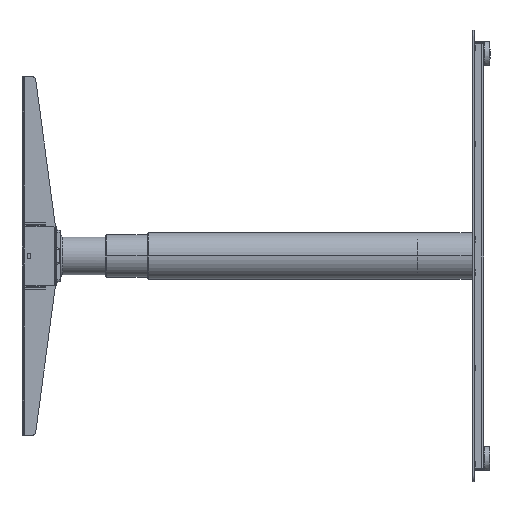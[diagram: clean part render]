
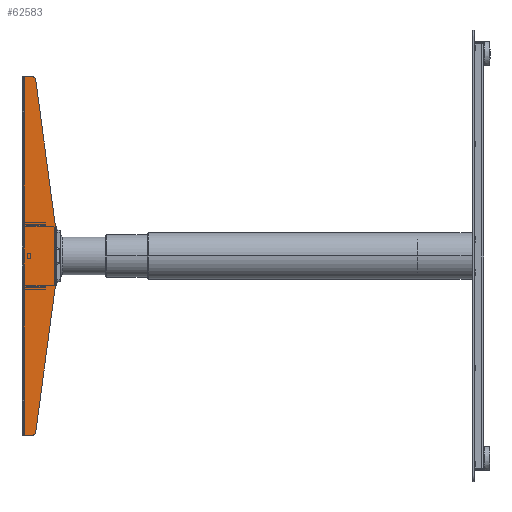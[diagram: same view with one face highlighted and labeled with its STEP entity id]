
A CAD part, left-side view. The second image highlights one B-rep face of the part: STEP entity #62583.
In plain terms, the highlighted planar face has unit normal (-1, 0, 0).
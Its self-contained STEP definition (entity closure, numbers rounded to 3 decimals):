
#18 = CARTESIAN_POINT ( 'NONE',  ( -600., 705., 270. ) ) ;
#1392 = DIRECTION ( 'NONE',  ( 0., 0., 1. ) ) ;
#2165 = LINE ( 'NONE', #101931, #105780 ) ;
#2255 = ORIENTED_EDGE ( 'NONE', *, *, #53760, .F. ) ;
#2886 = EDGE_LOOP ( 'NONE', ( #19899, #24362, #10022, #76990, #2255, #94907, #35395, #10159, #96915, #18160, #11342, #95679 ) ) ;
#3349 = AXIS2_PLACEMENT_3D ( 'NONE', #65778, #107872, #55231 ) ;
#3812 = EDGE_CURVE ( 'NONE', #11928, #106574, #60667, .T. ) ;
#4680 = VERTEX_POINT ( 'NONE', #53512 ) ;
#5135 = VECTOR ( 'NONE', #33155, 1000. ) ;
#6124 = CARTESIAN_POINT ( 'NONE',  ( -600., 655., -47.5 ) ) ;
#7234 = DIRECTION ( 'NONE',  ( 0., 0., -1. ) ) ;
#7787 = VERTEX_POINT ( 'NONE', #9708 ) ;
#8142 = VECTOR ( 'NONE', #108659, 1000. ) ;
#9311 = CARTESIAN_POINT ( 'NONE',  ( -600., 685., -270. ) ) ;
#9631 = CARTESIAN_POINT ( 'NONE',  ( -600., 689.371, 270. ) ) ;
#9708 = CARTESIAN_POINT ( 'NONE',  ( -600., 684.416, 265.668 ) ) ;
#10022 = ORIENTED_EDGE ( 'NONE', *, *, #85314, .F. ) ;
#10159 = ORIENTED_EDGE ( 'NONE', *, *, #91865, .T. ) ;
#11342 = ORIENTED_EDGE ( 'NONE', *, *, #17440, .F. ) ;
#11928 = VERTEX_POINT ( 'NONE', #94799 ) ;
#12902 = AXIS2_PLACEMENT_3D ( 'NONE', #51774, #61167, #1392 ) ;
#14376 = VERTEX_POINT ( 'NONE', #90791 ) ;
#14700 = CARTESIAN_POINT ( 'NONE',  ( -600., 701.5, -51.1 ) ) ;
#17440 = EDGE_CURVE ( 'NONE', #58358, #94277, #41045, .T. ) ;
#18160 = ORIENTED_EDGE ( 'NONE', *, *, #88993, .T. ) ;
#18629 = VECTOR ( 'NONE', #103581, 1000. ) ;
#19899 = ORIENTED_EDGE ( 'NONE', *, *, #20392, .F. ) ;
#20392 = EDGE_CURVE ( 'NONE', #11928, #4680, #74741, .T. ) ;
#21502 = CARTESIAN_POINT ( 'NONE',  ( -600., 701.5, 270. ) ) ;
#23578 = VECTOR ( 'NONE', #31122, 1000. ) ;
#24362 = ORIENTED_EDGE ( 'NONE', *, *, #3812, .T. ) ;
#24398 = PLANE ( 'NONE',  #70327 ) ;
#26625 = LINE ( 'NONE', #60432, #100491 ) ;
#31122 = DIRECTION ( 'NONE',  ( 0., -0.134, -0.991 ) ) ;
#33155 = DIRECTION ( 'NONE',  ( 0., 1., 0. ) ) ;
#34215 = DIRECTION ( 'NONE',  ( 0., 0.134, -0.991 ) ) ;
#35395 = ORIENTED_EDGE ( 'NONE', *, *, #94511, .F. ) ;
#35903 = DIRECTION ( 'NONE',  ( 0., -1., 0. ) ) ;
#38286 = EDGE_CURVE ( 'NONE', #58358, #4680, #42100, .T. ) ;
#40970 = DIRECTION ( 'NONE',  ( 0., 0., 1. ) ) ;
#41045 = LINE ( 'NONE', #74893, #8142 ) ;
#42100 = LINE ( 'NONE', #50989, #89521 ) ;
#46633 = LINE ( 'NONE', #90974, #23578 ) ;
#48312 = CARTESIAN_POINT ( 'NONE',  ( -600., 701.5, 10.5 ) ) ;
#50309 = LINE ( 'NONE', #9311, #109254 ) ;
#50989 = CARTESIAN_POINT ( 'NONE',  ( -600., 701.5, 270. ) ) ;
#51774 = CARTESIAN_POINT ( 'NONE',  ( -600., 689.371, -265. ) ) ;
#53512 = CARTESIAN_POINT ( 'NONE',  ( -600., 701.5, -270. ) ) ;
#53760 = EDGE_CURVE ( 'NONE', #7787, #14376, #46633, .T. ) ;
#55231 = DIRECTION ( 'NONE',  ( 0., 0., 1. ) ) ;
#58181 = DIRECTION ( 'NONE',  ( -1., 0., 0. ) ) ;
#58358 = VERTEX_POINT ( 'NONE', #14700 ) ;
#59280 = DIRECTION ( 'NONE',  ( 0., 0., -1. ) ) ;
#60432 = CARTESIAN_POINT ( 'NONE',  ( -600., 701.5, 270. ) ) ;
#60667 = CIRCLE ( 'NONE', #12902, 5. ) ;
#61167 = DIRECTION ( 'NONE',  ( -1., 0., 0. ) ) ;
#62577 = EDGE_CURVE ( 'NONE', #14376, #81865, #75354, .T. ) ;
#62583 = ADVANCED_FACE ( 'NONE', ( #108579 ), #24398, .T. ) ;
#63215 = VECTOR ( 'NONE', #7234, 1000. ) ;
#65778 = CARTESIAN_POINT ( 'NONE',  ( -600., 689.371, 265. ) ) ;
#68208 = CARTESIAN_POINT ( 'NONE',  ( -600., 701.5, 51.6 ) ) ;
#70327 = AXIS2_PLACEMENT_3D ( 'NONE', #18, #58181, #40970 ) ;
#74741 = LINE ( 'NONE', #75279, #5135 ) ;
#74893 = CARTESIAN_POINT ( 'NONE',  ( -600., 701.5, -51.6 ) ) ;
#75279 = CARTESIAN_POINT ( 'NONE',  ( -600., 705., -270. ) ) ;
#75354 = LINE ( 'NONE', #6124, #63215 ) ;
#76990 = ORIENTED_EDGE ( 'NONE', *, *, #62577, .F. ) ;
#77010 = VERTEX_POINT ( 'NONE', #9631 ) ;
#79883 = VERTEX_POINT ( 'NONE', #85241 ) ;
#81865 = VERTEX_POINT ( 'NONE', #93110 ) ;
#83206 = DIRECTION ( 'NONE',  ( 0., 0., -1. ) ) ;
#85241 = CARTESIAN_POINT ( 'NONE',  ( -600., 701.5, 51.1 ) ) ;
#85314 = EDGE_CURVE ( 'NONE', #81865, #106574, #50309, .T. ) ;
#88993 = EDGE_CURVE ( 'NONE', #100342, #94277, #101961, .T. ) ;
#89221 = CARTESIAN_POINT ( 'NONE',  ( -600., 701.5, -10.5 ) ) ;
#89521 = VECTOR ( 'NONE', #59280, 1000. ) ;
#89737 = CARTESIAN_POINT ( 'NONE',  ( -600., 684.416, -265.668 ) ) ;
#90791 = CARTESIAN_POINT ( 'NONE',  ( -600., 655., 47.5 ) ) ;
#90974 = CARTESIAN_POINT ( 'NONE',  ( -600., 655., 47.5 ) ) ;
#91865 = EDGE_CURVE ( 'NONE', #93095, #79883, #26625, .T. ) ;
#93095 = VERTEX_POINT ( 'NONE', #21502 ) ;
#93110 = CARTESIAN_POINT ( 'NONE',  ( -600., 655., -47.5 ) ) ;
#94216 = LINE ( 'NONE', #68208, #18629 ) ;
#94277 = VERTEX_POINT ( 'NONE', #89221 ) ;
#94511 = EDGE_CURVE ( 'NONE', #93095, #77010, #2165, .T. ) ;
#94799 = CARTESIAN_POINT ( 'NONE',  ( -600., 689.371, -270. ) ) ;
#94907 = ORIENTED_EDGE ( 'NONE', *, *, #106877, .T. ) ;
#95679 = ORIENTED_EDGE ( 'NONE', *, *, #38286, .T. ) ;
#96915 = ORIENTED_EDGE ( 'NONE', *, *, #102496, .T. ) ;
#97155 = CIRCLE ( 'NONE', #3349, 5. ) ;
#100342 = VERTEX_POINT ( 'NONE', #48312 ) ;
#100491 = VECTOR ( 'NONE', #83206, 1000. ) ;
#100887 = DIRECTION ( 'NONE',  ( 0., 0., -1. ) ) ;
#101931 = CARTESIAN_POINT ( 'NONE',  ( -600., 685., 270. ) ) ;
#101961 = LINE ( 'NONE', #109174, #102062 ) ;
#102062 = VECTOR ( 'NONE', #100887, 1000. ) ;
#102496 = EDGE_CURVE ( 'NONE', #79883, #100342, #94216, .T. ) ;
#103581 = DIRECTION ( 'NONE',  ( 0., 0., -1. ) ) ;
#105780 = VECTOR ( 'NONE', #35903, 1000. ) ;
#106574 = VERTEX_POINT ( 'NONE', #89737 ) ;
#106877 = EDGE_CURVE ( 'NONE', #7787, #77010, #97155, .T. ) ;
#107872 = DIRECTION ( 'NONE',  ( -1., 0., 0. ) ) ;
#108579 = FACE_OUTER_BOUND ( 'NONE', #2886, .T. ) ;
#108659 = DIRECTION ( 'NONE',  ( 0., 0., 1. ) ) ;
#109174 = CARTESIAN_POINT ( 'NONE',  ( -600., 701.5, 270. ) ) ;
#109254 = VECTOR ( 'NONE', #34215, 1000. ) ;
